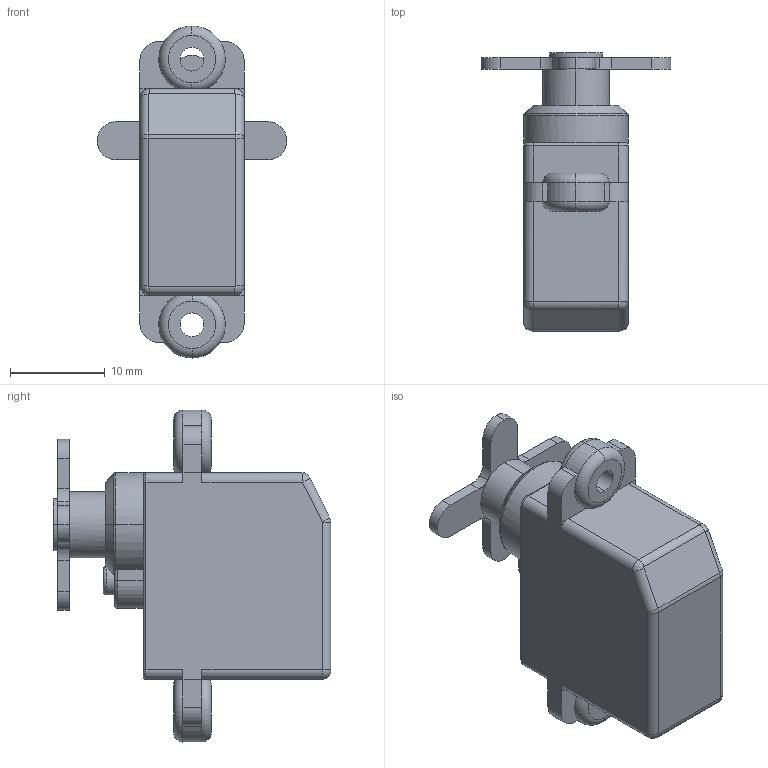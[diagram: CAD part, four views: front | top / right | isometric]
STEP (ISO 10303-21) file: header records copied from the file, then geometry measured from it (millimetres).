
FILE_DESCRIPTION(/* description */ ('VariCAD 2015-1.09 AP-214'),/* implementation_level */ '2;1');
FILE_NAME(/* name */ 'Servo_Futaba_S3107.stp',/* time_stamp */ '2015-06-01T22:22:18+02:00',/* author */ (''),/* organization */ (''),/* preprocessor_version */ 'ST-DEVELOPER v14',/* originating_system */ 'VariCAD 2015-1.09; kernel version (20130303)',/* authorisation */ '');
FILE_SCHEMA (('AUTOMOTIVE_DESIGN'));
Length unit declared in the file: millimetre
Products named in the file (2): Servo_Futaba_S3107; Servo
Assembly tree (1 placements, depth 2):
  Servo_Futaba_S3107
    Servo
Bounding box: 20 x 29.3 x 35 mm (x, y, z)
Volume: 5726.1 mm3; surface area: 2539.2 mm2
Topology: 1 solids, 1 shells, 169 faces, 411 edges, 246 vertices
Faces by surface type: plane 81, cylinder 60, torus 23, cone 3, bspline 2
Entity records: 5934 total; most frequent: CARTESIAN_POINT 1322, DIRECTION 918, ORIENTED_EDGE 822, EDGE_CURVE 411, AXIS2_PLACEMENT_3D 368, VERTEX_POINT 246, CIRCLE 197, LINE 182
